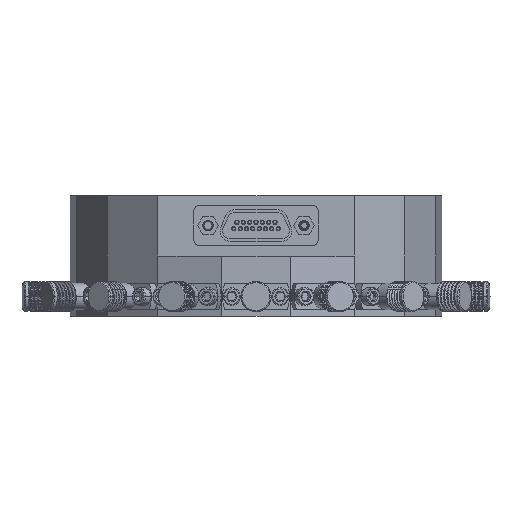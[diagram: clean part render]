
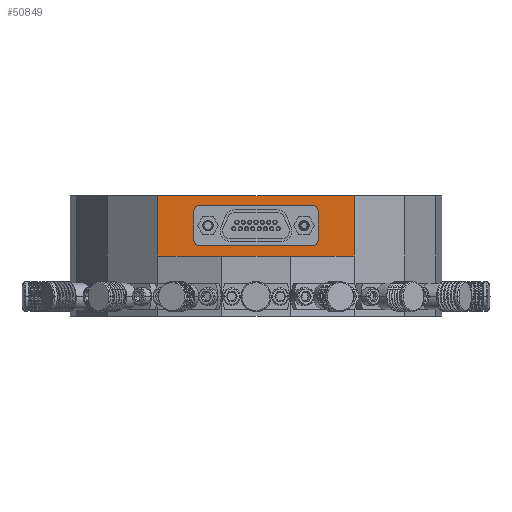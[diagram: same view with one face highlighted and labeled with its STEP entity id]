
A CAD part, front view. The second image highlights one B-rep face of the part: STEP entity #50849.
In plain terms, the highlighted planar face has unit normal (0, -1, 0).
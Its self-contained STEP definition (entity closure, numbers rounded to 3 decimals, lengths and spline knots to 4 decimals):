
#1324 = FACE_BOUND ( 'NONE', #6380, .T. ) ;
#2051 = CARTESIAN_POINT ( 'NONE',  ( 0.5569, -0.3648, 0.678 ) ) ;
#2425 = EDGE_CURVE ( 'NONE', #27347, #85594, #25812, .T. ) ;
#3434 = EDGE_CURVE ( 'NONE', #87005, #97057, #70844, .T. ) ;
#3462 = EDGE_CURVE ( 'NONE', #17599, #63378, #71253, .T. ) ;
#4385 = AXIS2_PLACEMENT_3D ( 'NONE', #19229, #10555, #50338 ) ;
#5126 = CARTESIAN_POINT ( 'NONE',  ( 1.1947, -0.3648, 0.678 ) ) ;
#5496 = VECTOR ( 'NONE', #75520, 39.3701 ) ;
#6273 = CARTESIAN_POINT ( 'NONE',  ( 1.2734, -0.3648, 0.678 ) ) ;
#6380 = EDGE_LOOP ( 'NONE', ( #61314, #63043 ) ) ;
#8083 = DIRECTION ( 'NONE',  ( 0., -1., 0. ) ) ;
#8470 = PLANE ( 'NONE',  #30197 ) ;
#8995 = EDGE_LOOP ( 'NONE', ( #92886, #18503 ) ) ;
#10074 = EDGE_CURVE ( 'NONE', #62412, #61959, #25680, .T. ) ;
#10555 = DIRECTION ( 'NONE',  ( 0., -1., 0. ) ) ;
#11744 = CARTESIAN_POINT ( 'NONE',  ( 1.6084, -0.3648, 0.4508 ) ) ;
#14726 = CARTESIAN_POINT ( 'NONE',  ( 0.5175, -0.3648, 0.678 ) ) ;
#14743 = DIRECTION ( 'NONE',  ( 1., 0., 0. ) ) ;
#15642 = CARTESIAN_POINT ( 'NONE',  ( 0.8758, -0.3648, 0.4508 ) ) ;
#17599 = VERTEX_POINT ( 'NONE', #11744 ) ;
#18129 = CARTESIAN_POINT ( 'NONE',  ( 0.8758, -0.3648, 0.9016 ) ) ;
#18503 = ORIENTED_EDGE ( 'NONE', *, *, #10074, .F. ) ;
#19229 = CARTESIAN_POINT ( 'NONE',  ( 1.234, -0.3648, 0.678 ) ) ;
#23480 = EDGE_CURVE ( 'NONE', #97057, #87005, #43427, .T. ) ;
#24799 = DIRECTION ( 'NONE',  ( 1., 0., 0. ) ) ;
#25680 = CIRCLE ( 'NONE', #43512, 0.0394 ) ;
#25812 = LINE ( 'NONE', #18129, #95099 ) ;
#27347 = VERTEX_POINT ( 'NONE', #67725 ) ;
#30197 = AXIS2_PLACEMENT_3D ( 'NONE', #39085, #32455, #24799 ) ;
#32455 = DIRECTION ( 'NONE',  ( 0., 1., 0. ) ) ;
#32456 = DIRECTION ( 'NONE',  ( -1., 0., 0. ) ) ;
#34152 = CARTESIAN_POINT ( 'NONE',  ( 0.1431, -0.3648, 0.9016 ) ) ;
#36359 = LINE ( 'NONE', #60860, #66620 ) ;
#39085 = CARTESIAN_POINT ( 'NONE',  ( 0.1431, -0.3648, 0.9016 ) ) ;
#39173 = DIRECTION ( 'NONE',  ( 1., 0., 0. ) ) ;
#39575 = DIRECTION ( 'NONE',  ( 0., -1., 0. ) ) ;
#40080 = DIRECTION ( 'NONE',  ( 1., 0., 0. ) ) ;
#42875 = CARTESIAN_POINT ( 'NONE',  ( 1.6084, -0.3648, 0.6762 ) ) ;
#43361 = LINE ( 'NONE', #42875, #5496 ) ;
#43427 = CIRCLE ( 'NONE', #4385, 0.0394 ) ;
#43512 = AXIS2_PLACEMENT_3D ( 'NONE', #14726, #8083, #39173 ) ;
#44844 = AXIS2_PLACEMENT_3D ( 'NONE', #69866, #62701, #14743 ) ;
#45754 = ORIENTED_EDGE ( 'NONE', *, *, #73866, .T. ) ;
#47725 = EDGE_CURVE ( 'NONE', #61959, #62412, #90457, .T. ) ;
#50338 = DIRECTION ( 'NONE',  ( 1., 0., 0. ) ) ;
#50849 = ADVANCED_FACE ( 'NONE', ( #94642, #1324, #93132 ), #8470, .F. ) ;
#55908 = CARTESIAN_POINT ( 'NONE',  ( 1.234, -0.3648, 0.678 ) ) ;
#56352 = EDGE_LOOP ( 'NONE', ( #45754, #83518, #58073, #84386 ) ) ;
#58073 = ORIENTED_EDGE ( 'NONE', *, *, #58136, .F. ) ;
#58136 = EDGE_CURVE ( 'NONE', #63378, #85594, #36359, .T. ) ;
#60860 = CARTESIAN_POINT ( 'NONE',  ( 0.1431, -0.3648, 0.6762 ) ) ;
#61314 = ORIENTED_EDGE ( 'NONE', *, *, #23480, .F. ) ;
#61959 = VERTEX_POINT ( 'NONE', #69094 ) ;
#62412 = VERTEX_POINT ( 'NONE', #2051 ) ;
#62701 = DIRECTION ( 'NONE',  ( 0., -1., 0. ) ) ;
#63043 = ORIENTED_EDGE ( 'NONE', *, *, #3434, .F. ) ;
#63378 = VERTEX_POINT ( 'NONE', #86731 ) ;
#66596 = DIRECTION ( 'NONE',  ( -1., 0., 0. ) ) ;
#66620 = VECTOR ( 'NONE', #88524, 39.3701 ) ;
#67725 = CARTESIAN_POINT ( 'NONE',  ( 1.6084, -0.3648, 0.9016 ) ) ;
#69094 = CARTESIAN_POINT ( 'NONE',  ( 0.4781, -0.3648, 0.678 ) ) ;
#69866 = CARTESIAN_POINT ( 'NONE',  ( 0.5175, -0.3648, 0.678 ) ) ;
#70844 = CIRCLE ( 'NONE', #87009, 0.0394 ) ;
#71253 = LINE ( 'NONE', #15642, #82154 ) ;
#73866 = EDGE_CURVE ( 'NONE', #17599, #27347, #43361, .T. ) ;
#75520 = DIRECTION ( 'NONE',  ( 0., 0., 1. ) ) ;
#82154 = VECTOR ( 'NONE', #32456, 39.3701 ) ;
#83518 = ORIENTED_EDGE ( 'NONE', *, *, #2425, .T. ) ;
#84386 = ORIENTED_EDGE ( 'NONE', *, *, #3462, .F. ) ;
#85594 = VERTEX_POINT ( 'NONE', #34152 ) ;
#86731 = CARTESIAN_POINT ( 'NONE',  ( 0.1431, -0.3648, 0.4508 ) ) ;
#87005 = VERTEX_POINT ( 'NONE', #6273 ) ;
#87009 = AXIS2_PLACEMENT_3D ( 'NONE', #55908, #39575, #40080 ) ;
#88524 = DIRECTION ( 'NONE',  ( 0., 0., 1. ) ) ;
#90457 = CIRCLE ( 'NONE', #44844, 0.0394 ) ;
#92886 = ORIENTED_EDGE ( 'NONE', *, *, #47725, .F. ) ;
#93132 = FACE_OUTER_BOUND ( 'NONE', #56352, .T. ) ;
#94642 = FACE_BOUND ( 'NONE', #8995, .T. ) ;
#95099 = VECTOR ( 'NONE', #66596, 39.3701 ) ;
#97057 = VERTEX_POINT ( 'NONE', #5126 ) ;
